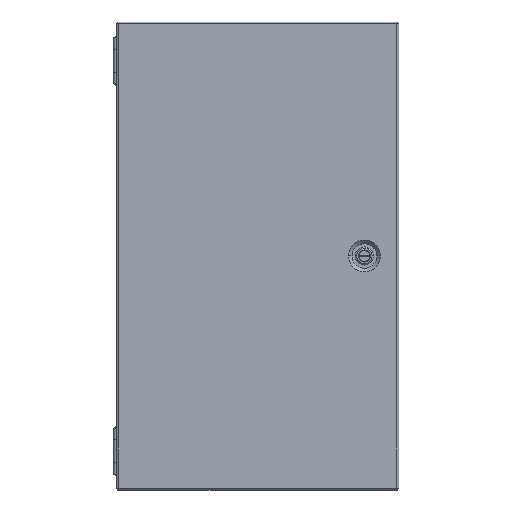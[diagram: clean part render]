
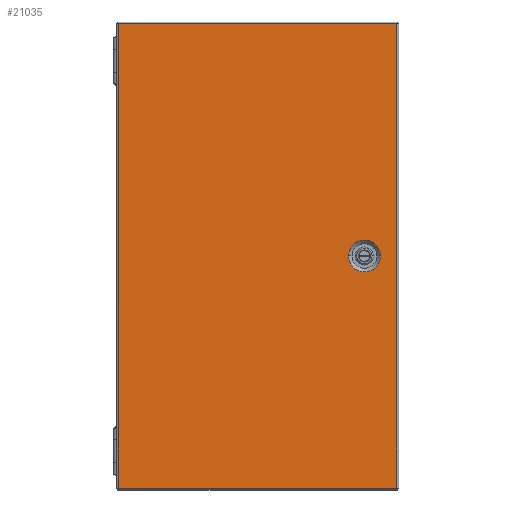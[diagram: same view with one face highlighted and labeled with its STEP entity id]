
A CAD part, top view. The second image highlights one B-rep face of the part: STEP entity #21035.
In plain terms, the highlighted planar face has unit normal (0, 0, 1).
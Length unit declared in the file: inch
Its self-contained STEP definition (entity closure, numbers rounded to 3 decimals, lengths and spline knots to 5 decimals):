
#31 = VERTEX_POINT ( 'NONE', #21763 ) ;
#180 = VECTOR ( 'NONE', #2779, 39.37008 ) ;
#411 = CARTESIAN_POINT ( 'NONE',  ( 4.6285, 0., 6.118 ) ) ;
#467 = EDGE_CURVE ( 'NONE', #17155, #31, #5769, .T. ) ;
#626 = DIRECTION ( 'NONE',  ( 0., 0., -1. ) ) ;
#2585 = CARTESIAN_POINT ( 'NONE',  ( 4.6285, 0., 6.118 ) ) ;
#2779 = DIRECTION ( 'NONE',  ( 1., 0., 0. ) ) ;
#3005 = VERTEX_POINT ( 'NONE', #12366 ) ;
#3408 = CARTESIAN_POINT ( 'NONE',  ( -6.0855, -10.104, 6.118 ) ) ;
#3779 = CARTESIAN_POINT ( 'NONE',  ( 6.0425, 10.104, 6.118 ) ) ;
#4419 = EDGE_CURVE ( 'NONE', #3005, #18006, #21087, .T. ) ;
#4563 = CARTESIAN_POINT ( 'NONE',  ( 6.0425, 10.104, 6.118 ) ) ;
#5769 = LINE ( 'NONE', #3408, #15872 ) ;
#5877 = LINE ( 'NONE', #3779, #13971 ) ;
#6300 = VERTEX_POINT ( 'NONE', #16786 ) ;
#6835 = DIRECTION ( 'NONE',  ( 0., 1., 0. ) ) ;
#7028 = DIRECTION ( 'NONE',  ( 0., -1., 0. ) ) ;
#7156 = CARTESIAN_POINT ( 'NONE',  ( -6.0855, 10.104, 6.118 ) ) ;
#7248 = AXIS2_PLACEMENT_3D ( 'NONE', #10310, #8686, #23252 ) ;
#7843 = DIRECTION ( 'NONE',  ( 1., 0., 0. ) ) ;
#7871 = DIRECTION ( 'NONE',  ( 0., 0., -1. ) ) ;
#8254 = ORIENTED_EDGE ( 'NONE', *, *, #17253, .T. ) ;
#8432 = CARTESIAN_POINT ( 'NONE',  ( 6.0425, -10.104, 6.118 ) ) ;
#8686 = DIRECTION ( 'NONE',  ( 0., 0., 1. ) ) ;
#9765 = AXIS2_PLACEMENT_3D ( 'NONE', #2585, #626, #7843 ) ;
#10296 = VECTOR ( 'NONE', #6835, 39.37008 ) ;
#10310 = CARTESIAN_POINT ( 'NONE',  ( 6.0425, -10.104, 6.118 ) ) ;
#10556 = EDGE_LOOP ( 'NONE', ( #15391, #12018 ) ) ;
#11706 = LINE ( 'NONE', #23176, #10296 ) ;
#11739 = LINE ( 'NONE', #8432, #180 ) ;
#12018 = ORIENTED_EDGE ( 'NONE', *, *, #15401, .T. ) ;
#12366 = CARTESIAN_POINT ( 'NONE',  ( 5.32339, 0., 6.118 ) ) ;
#13459 = VERTEX_POINT ( 'NONE', #4563 ) ;
#13724 = ORIENTED_EDGE ( 'NONE', *, *, #467, .T. ) ;
#13971 = VECTOR ( 'NONE', #20395, 39.37008 ) ;
#14947 = AXIS2_PLACEMENT_3D ( 'NONE', #411, #7871, #19827 ) ;
#15391 = ORIENTED_EDGE ( 'NONE', *, *, #4419, .T. ) ;
#15401 = EDGE_CURVE ( 'NONE', #18006, #3005, #22122, .T. ) ;
#15872 = VECTOR ( 'NONE', #7028, 39.37008 ) ;
#16786 = CARTESIAN_POINT ( 'NONE',  ( 6.0425, -10.104, 6.118 ) ) ;
#17155 = VERTEX_POINT ( 'NONE', #7156 ) ;
#17253 = EDGE_CURVE ( 'NONE', #13459, #17155, #5877, .T. ) ;
#17423 = ORIENTED_EDGE ( 'NONE', *, *, #20025, .T. ) ;
#18006 = VERTEX_POINT ( 'NONE', #20603 ) ;
#18219 = ORIENTED_EDGE ( 'NONE', *, *, #18674, .T. ) ;
#18674 = EDGE_CURVE ( 'NONE', #31, #6300, #11739, .T. ) ;
#19476 = PLANE ( 'NONE',  #7248 ) ;
#19827 = DIRECTION ( 'NONE',  ( 1., 0., 0. ) ) ;
#20025 = EDGE_CURVE ( 'NONE', #6300, #13459, #11706, .T. ) ;
#20395 = DIRECTION ( 'NONE',  ( -1., 0., 0. ) ) ;
#20603 = CARTESIAN_POINT ( 'NONE',  ( 3.93361, 0., 6.118 ) ) ;
#21035 = ADVANCED_FACE ( 'NONE', ( #21355, #22221 ), #19476, .T. ) ;
#21087 = CIRCLE ( 'NONE', #9765, 0.69489 ) ;
#21355 = FACE_BOUND ( 'NONE', #10556, .T. ) ;
#21763 = CARTESIAN_POINT ( 'NONE',  ( -6.0855, -10.104, 6.118 ) ) ;
#21995 = EDGE_LOOP ( 'NONE', ( #8254, #13724, #18219, #17423 ) ) ;
#22122 = CIRCLE ( 'NONE', #14947, 0.69489 ) ;
#22221 = FACE_OUTER_BOUND ( 'NONE', #21995, .T. ) ;
#23176 = CARTESIAN_POINT ( 'NONE',  ( 6.0425, -10.104, 6.118 ) ) ;
#23252 = DIRECTION ( 'NONE',  ( 1., 0., 0. ) ) ;
